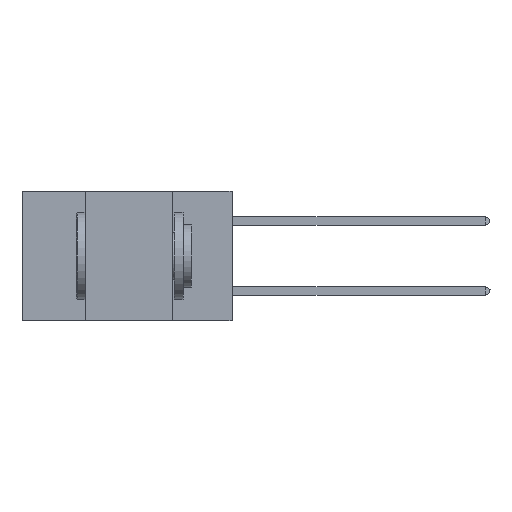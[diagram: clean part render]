
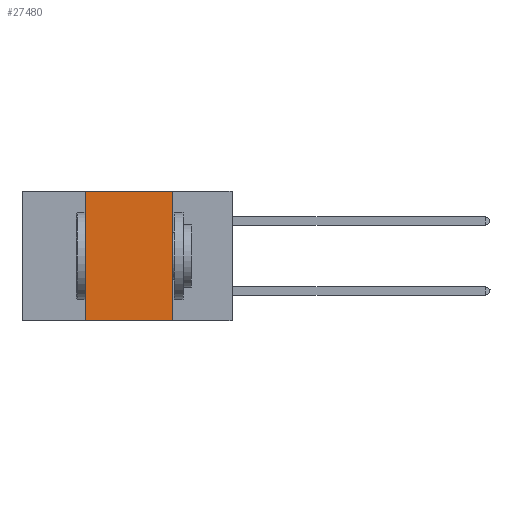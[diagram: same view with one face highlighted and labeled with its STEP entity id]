
A CAD part, left-side view. The second image highlights one B-rep face of the part: STEP entity #27480.
In plain terms, the highlighted planar face has unit normal (-1, 0, 0).
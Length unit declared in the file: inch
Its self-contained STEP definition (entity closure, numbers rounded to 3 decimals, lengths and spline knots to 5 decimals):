
#269 = AXIS2_PLACEMENT_3D ( 'NONE', #3760, #19631, #23967 ) ;
#636 = EDGE_CURVE ( 'NONE', #25559, #3032, #18573, .T. ) ;
#993 = CARTESIAN_POINT ( 'NONE',  ( 0., 0.6, 0. ) ) ;
#3032 = VERTEX_POINT ( 'NONE', #13264 ) ;
#3760 = CARTESIAN_POINT ( 'NONE',  ( 0., 0.6, 0. ) ) ;
#4135 = CARTESIAN_POINT ( 'NONE',  ( 0., 0.17, -0.37 ) ) ;
#4733 = EDGE_CURVE ( 'NONE', #25559, #14748, #18487, .T. ) ;
#5560 = VERTEX_POINT ( 'NONE', #20851 ) ;
#6085 = ORIENTED_EDGE ( 'NONE', *, *, #9215, .F. ) ;
#6587 = VECTOR ( 'NONE', #19900, 39.37008 ) ;
#8555 = FACE_OUTER_BOUND ( 'NONE', #26314, .T. ) ;
#9215 = EDGE_CURVE ( 'NONE', #5560, #14748, #10791, .T. ) ;
#10344 = VECTOR ( 'NONE', #26425, 39.37008 ) ;
#10791 = LINE ( 'NONE', #19803, #6587 ) ;
#11853 = LINE ( 'NONE', #993, #14321 ) ;
#13264 = CARTESIAN_POINT ( 'NONE',  ( 0., 0.42, 0. ) ) ;
#14321 = VECTOR ( 'NONE', #28136, 39.37008 ) ;
#14676 = CARTESIAN_POINT ( 'NONE',  ( 0., 0.42, -0.37 ) ) ;
#14748 = VERTEX_POINT ( 'NONE', #4135 ) ;
#16018 = ORIENTED_EDGE ( 'NONE', *, *, #636, .F. ) ;
#16468 = VECTOR ( 'NONE', #23178, 39.37008 ) ;
#18487 = LINE ( 'NONE', #23886, #10344 ) ;
#18573 = LINE ( 'NONE', #20796, #16468 ) ;
#19166 = PLANE ( 'NONE',  #269 ) ;
#19631 = DIRECTION ( 'NONE',  ( 1., 0., 0. ) ) ;
#19803 = CARTESIAN_POINT ( 'NONE',  ( 0., 0.17, 0. ) ) ;
#19900 = DIRECTION ( 'NONE',  ( 0., 0., -1. ) ) ;
#20796 = CARTESIAN_POINT ( 'NONE',  ( 0., 0.42, 0. ) ) ;
#20851 = CARTESIAN_POINT ( 'NONE',  ( 0., 0.17, 0. ) ) ;
#21383 = EDGE_CURVE ( 'NONE', #3032, #5560, #11853, .T. ) ;
#23178 = DIRECTION ( 'NONE',  ( 0., 0., 1. ) ) ;
#23886 = CARTESIAN_POINT ( 'NONE',  ( 0., 0.6, -0.37 ) ) ;
#23967 = DIRECTION ( 'NONE',  ( 0., 0., -1. ) ) ;
#24229 = ORIENTED_EDGE ( 'NONE', *, *, #4733, .T. ) ;
#25559 = VERTEX_POINT ( 'NONE', #14676 ) ;
#25599 = ORIENTED_EDGE ( 'NONE', *, *, #21383, .F. ) ;
#26314 = EDGE_LOOP ( 'NONE', ( #6085, #25599, #16018, #24229 ) ) ;
#26425 = DIRECTION ( 'NONE',  ( 0., -1., 0. ) ) ;
#27480 = ADVANCED_FACE ( 'NONE', ( #8555 ), #19166, .F. ) ;
#28136 = DIRECTION ( 'NONE',  ( 0., -1., 0. ) ) ;
